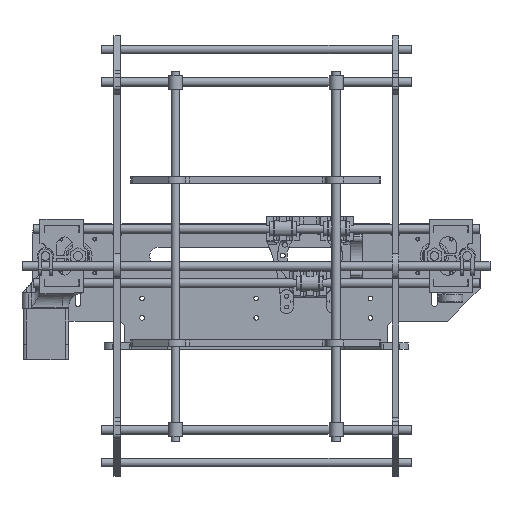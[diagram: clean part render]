
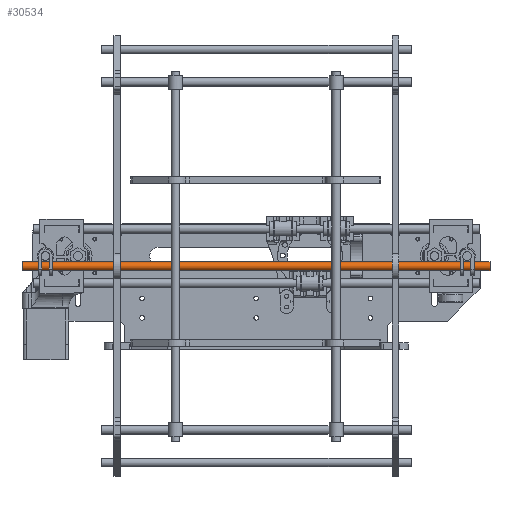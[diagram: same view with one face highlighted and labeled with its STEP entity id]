
A CAD part, front view. The second image highlights one B-rep face of the part: STEP entity #30534.
In plain terms, the highlighted cylindrical face has radius 4 mm (diameter 8 mm), a full revolution.
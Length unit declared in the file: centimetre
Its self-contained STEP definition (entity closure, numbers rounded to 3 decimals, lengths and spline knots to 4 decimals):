
#3406=CIRCLE('',#32657,0.4);
#3407=CIRCLE('',#32658,0.4);
#4178=CYLINDRICAL_SURFACE('',#32656,0.4);
#5102=VERTEX_POINT('',#44008);
#5103=VERTEX_POINT('',#44010);
#13945=EDGE_CURVE('',#5102,#5102,#3406,.T.);
#13946=EDGE_CURVE('',#5103,#5103,#3407,.T.);
#19143=ORIENTED_EDGE('',*,*,#13945,.T.);
#19144=ORIENTED_EDGE('',*,*,#13946,.T.);
#26335=EDGE_LOOP('',(#19143));
#26336=EDGE_LOOP('',(#19144));
#28508=FACE_BOUND('',#26335,.T.);
#28509=FACE_BOUND('',#26336,.T.);
#30534=ADVANCED_FACE('',(#28508,#28509),#4178,.T.);
#32656=AXIS2_PLACEMENT_3D('',#44006,#36497,#36498);
#32657=AXIS2_PLACEMENT_3D('',#44007,#36499,#36500);
#32658=AXIS2_PLACEMENT_3D('',#44009,#36501,#36502);
#36497=DIRECTION('',(1.,0.,0.));
#36498=DIRECTION('',(0.,0.,-0.4));
#36499=DIRECTION('',(-1.,0.,0.));
#36500=DIRECTION('',(0.,0.,-0.4));
#36501=DIRECTION('',(1.,0.,0.));
#36502=DIRECTION('',(0.,0.,-0.4));
#44006=CARTESIAN_POINT('',(-21.5,-27.6,7.65));
#44007=CARTESIAN_POINT('',(21.5,-27.6,7.65));
#44008=CARTESIAN_POINT('',(21.5,-27.6,7.25));
#44009=CARTESIAN_POINT('',(-21.5,-27.6,7.65));
#44010=CARTESIAN_POINT('',(-21.5,-27.6,7.25));
